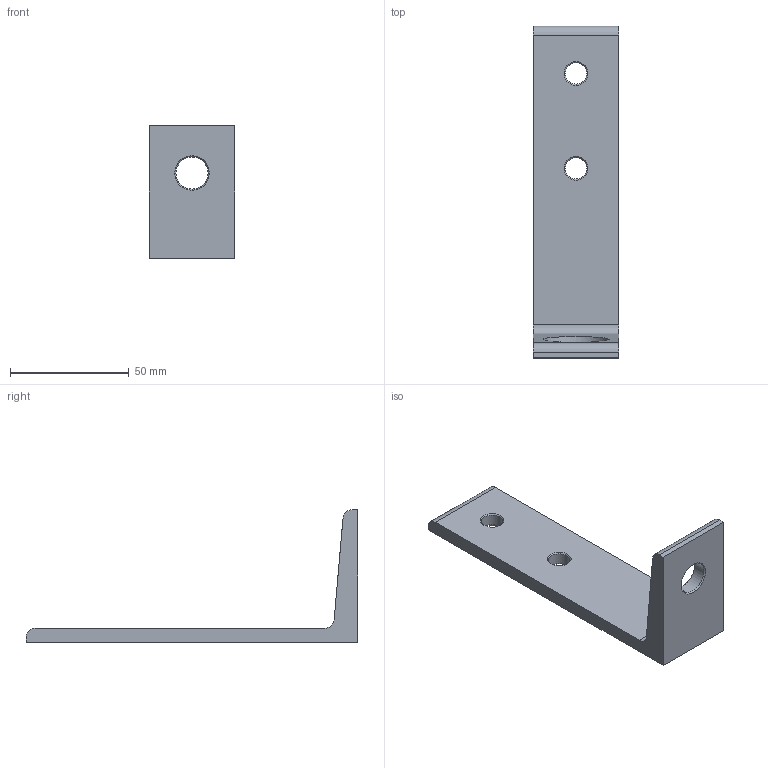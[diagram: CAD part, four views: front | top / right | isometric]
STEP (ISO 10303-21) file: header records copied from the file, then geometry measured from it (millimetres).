
FILE_DESCRIPTION(/* description */ ('Jarzmo mocujące aluminiowe 36x140'),/* implementation_level */ '2;1');
FILE_NAME(/* name */ '118335.stp',/* time_stamp */ '2023-01-31T06:11:52+01:00',/* author */ ('aluteckkpl_am'),/* organization */ (''),/* preprocessor_version */ 'ST-DEVELOPER v18.1',/* originating_system */ 'Autodesk Inventor 2021',/* authorisation */ '');
FILE_SCHEMA (('CONFIG_CONTROL_DESIGN'));
Length unit declared in the file: millimetre
Products named in the file (1): 118335
Bounding box: 36 x 140 x 56 mm (x, y, z)
Volume: 42364.5 mm3; surface area: 16416.7 mm2
Topology: 1 solids, 1 shells, 22 faces, 65 edges, 46 vertices
Faces by surface type: plane 9, cylinder 7, cone 6
Full cylindrical faces by diameter (mm): 9 x2, 13.5 x1, 28 x1
Entity records: 820 total; most frequent: DIRECTION 145, CARTESIAN_POINT 134, ORIENTED_EDGE 130, EDGE_CURVE 65, AXIS2_PLACEMENT_3D 57, VERTEX_POINT 46, CIRCLE 32, LINE 31
